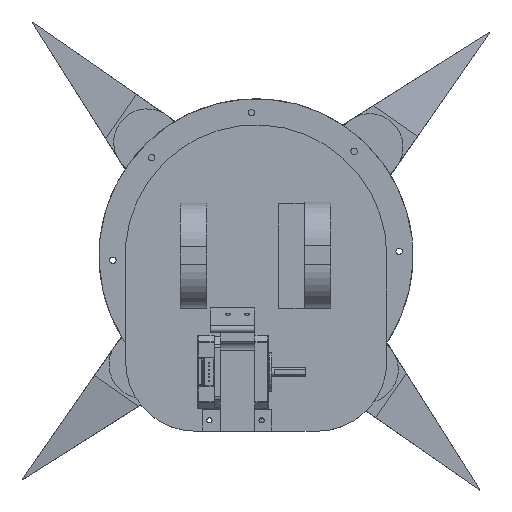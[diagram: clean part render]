
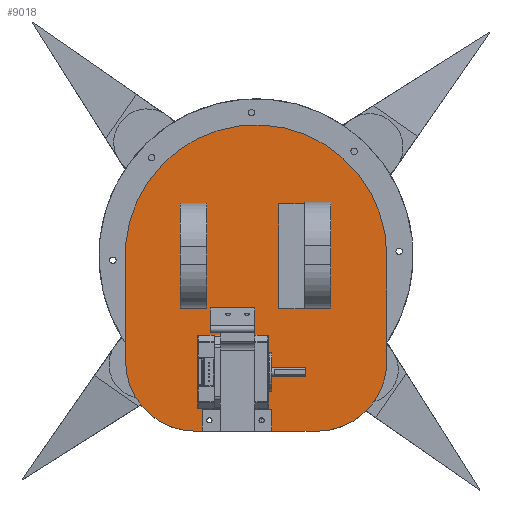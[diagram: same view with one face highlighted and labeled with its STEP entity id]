
A CAD part, top view. The second image highlights one B-rep face of the part: STEP entity #9018.
In plain terms, the highlighted planar face has unit normal (0, 0, 1).
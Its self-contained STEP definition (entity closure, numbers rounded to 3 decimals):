
#474=FACE_BOUND('',#1702,.T.);
#475=FACE_BOUND('',#1703,.T.);
#476=FACE_BOUND('',#1704,.T.);
#477=FACE_BOUND('',#1705,.T.);
#478=FACE_BOUND('',#1706,.T.);
#479=FACE_BOUND('',#1707,.T.);
#640=PLANE('',#9796);
#1130=FACE_OUTER_BOUND('',#1701,.T.);
#1701=EDGE_LOOP('',(#7735,#7736,#7737,#7738,#7739,#7740));
#1702=EDGE_LOOP('',(#7741));
#1703=EDGE_LOOP('',(#7742));
#1704=EDGE_LOOP('',(#7743,#7744,#7745,#7746));
#1705=EDGE_LOOP('',(#7747,#7748,#7749,#7750));
#1706=EDGE_LOOP('',(#7751,#7752,#7753,#7754));
#1707=EDGE_LOOP('',(#7755,#7756,#7757,#7758));
#2326=LINE('',#24382,#3036);
#2330=LINE('',#24389,#3040);
#2334=LINE('',#24401,#3044);
#2338=LINE('',#24409,#3048);
#2341=LINE('',#24415,#3051);
#2344=LINE('',#24420,#3054);
#2356=LINE('',#24454,#3066);
#2360=LINE('',#24465,#3070);
#2361=LINE('',#24467,#3071);
#2362=LINE('',#24473,#3072);
#2363=LINE('',#24477,#3073);
#2364=LINE('',#24480,#3074);
#2365=LINE('',#24482,#3075);
#2366=LINE('',#24484,#3076);
#2367=LINE('',#24485,#3077);
#2368=LINE('',#24488,#3078);
#2369=LINE('',#24490,#3079);
#2370=LINE('',#24492,#3080);
#2371=LINE('',#24493,#3081);
#3036=VECTOR('',#11689,10.);
#3040=VECTOR('',#11695,10.);
#3044=VECTOR('',#11707,10.);
#3048=VECTOR('',#11713,10.);
#3051=VECTOR('',#11718,10.);
#3054=VECTOR('',#11723,10.);
#3066=VECTOR('',#11755,10.);
#3070=VECTOR('',#11765,10.);
#3071=VECTOR('',#11768,10.);
#3072=VECTOR('',#11773,10.);
#3073=VECTOR('',#11776,10.);
#3074=VECTOR('',#11779,10.);
#3075=VECTOR('',#11780,10.);
#3076=VECTOR('',#11781,10.);
#3077=VECTOR('',#11782,10.);
#3078=VECTOR('',#11783,10.);
#3079=VECTOR('',#11784,10.);
#3080=VECTOR('',#11785,10.);
#3081=VECTOR('',#11786,10.);
#3457=CIRCLE('',#9767,1.5);
#3459=CIRCLE('',#9770,1.5);
#3469=CIRCLE('',#9797,40.);
#3470=CIRCLE('',#9798,40.);
#3471=CIRCLE('',#9799,75.);
#4185=VERTEX_POINT('',#24362);
#4187=VERTEX_POINT('',#24368);
#4192=VERTEX_POINT('',#24379);
#4193=VERTEX_POINT('',#24381);
#4195=VERTEX_POINT('',#24387);
#4198=VERTEX_POINT('',#24399);
#4199=VERTEX_POINT('',#24400);
#4202=VERTEX_POINT('',#24408);
#4204=VERTEX_POINT('',#24414);
#4216=VERTEX_POINT('',#24451);
#4217=VERTEX_POINT('',#24453);
#4221=VERTEX_POINT('',#24463);
#4222=VERTEX_POINT('',#24469);
#4223=VERTEX_POINT('',#24470);
#4224=VERTEX_POINT('',#24472);
#4225=VERTEX_POINT('',#24474);
#4226=VERTEX_POINT('',#24476);
#4227=VERTEX_POINT('',#24478);
#4228=VERTEX_POINT('',#24481);
#4229=VERTEX_POINT('',#24483);
#4230=VERTEX_POINT('',#24486);
#4231=VERTEX_POINT('',#24487);
#4232=VERTEX_POINT('',#24489);
#4233=VERTEX_POINT('',#24491);
#5378=EDGE_CURVE('',#4185,#4185,#3457,.T.);
#5381=EDGE_CURVE('',#4187,#4187,#3459,.T.);
#5387=EDGE_CURVE('',#4193,#4192,#2326,.T.);
#5391=EDGE_CURVE('',#4192,#4195,#2330,.T.);
#5396=EDGE_CURVE('',#4198,#4199,#2334,.T.);
#5400=EDGE_CURVE('',#4202,#4198,#2338,.T.);
#5403=EDGE_CURVE('',#4204,#4202,#2341,.T.);
#5406=EDGE_CURVE('',#4199,#4204,#2344,.T.);
#5422=EDGE_CURVE('',#4217,#4216,#2356,.T.);
#5428=EDGE_CURVE('',#4195,#4221,#2360,.T.);
#5429=EDGE_CURVE('',#4221,#4193,#2361,.T.);
#5430=EDGE_CURVE('',#4222,#4223,#3469,.T.);
#5431=EDGE_CURVE('',#4224,#4222,#2362,.T.);
#5432=EDGE_CURVE('',#4225,#4224,#3470,.T.);
#5433=EDGE_CURVE('',#4226,#4225,#2363,.T.);
#5434=EDGE_CURVE('',#4226,#4227,#3471,.T.);
#5435=EDGE_CURVE('',#4223,#4227,#2364,.T.);
#5436=EDGE_CURVE('',#4216,#4228,#2365,.T.);
#5437=EDGE_CURVE('',#4228,#4229,#2366,.T.);
#5438=EDGE_CURVE('',#4229,#4217,#2367,.T.);
#5439=EDGE_CURVE('',#4230,#4231,#2368,.T.);
#5440=EDGE_CURVE('',#4231,#4232,#2369,.T.);
#5441=EDGE_CURVE('',#4232,#4233,#2370,.T.);
#5442=EDGE_CURVE('',#4233,#4230,#2371,.T.);
#7735=ORIENTED_EDGE('',*,*,#5430,.F.);
#7736=ORIENTED_EDGE('',*,*,#5431,.F.);
#7737=ORIENTED_EDGE('',*,*,#5432,.F.);
#7738=ORIENTED_EDGE('',*,*,#5433,.F.);
#7739=ORIENTED_EDGE('',*,*,#5434,.T.);
#7740=ORIENTED_EDGE('',*,*,#5435,.F.);
#7741=ORIENTED_EDGE('',*,*,#5378,.T.);
#7742=ORIENTED_EDGE('',*,*,#5381,.T.);
#7743=ORIENTED_EDGE('',*,*,#5391,.T.);
#7744=ORIENTED_EDGE('',*,*,#5428,.T.);
#7745=ORIENTED_EDGE('',*,*,#5429,.T.);
#7746=ORIENTED_EDGE('',*,*,#5387,.T.);
#7747=ORIENTED_EDGE('',*,*,#5396,.T.);
#7748=ORIENTED_EDGE('',*,*,#5406,.T.);
#7749=ORIENTED_EDGE('',*,*,#5403,.T.);
#7750=ORIENTED_EDGE('',*,*,#5400,.T.);
#7751=ORIENTED_EDGE('',*,*,#5422,.T.);
#7752=ORIENTED_EDGE('',*,*,#5436,.T.);
#7753=ORIENTED_EDGE('',*,*,#5437,.T.);
#7754=ORIENTED_EDGE('',*,*,#5438,.T.);
#7755=ORIENTED_EDGE('',*,*,#5439,.T.);
#7756=ORIENTED_EDGE('',*,*,#5440,.T.);
#7757=ORIENTED_EDGE('',*,*,#5441,.T.);
#7758=ORIENTED_EDGE('',*,*,#5442,.T.);
#9018=ADVANCED_FACE('',(#1130,#474,#475,#476,#477,#478,#479),#640,.T.);
#9767=AXIS2_PLACEMENT_3D('',#24363,#11671,#11672);
#9770=AXIS2_PLACEMENT_3D('',#24369,#11678,#11679);
#9796=AXIS2_PLACEMENT_3D('',#24468,#11769,#11770);
#9797=AXIS2_PLACEMENT_3D('',#24471,#11771,#11772);
#9798=AXIS2_PLACEMENT_3D('',#24475,#11774,#11775);
#9799=AXIS2_PLACEMENT_3D('',#24479,#11777,#11778);
#11671=DIRECTION('center_axis',(0.,0.,-1.));
#11672=DIRECTION('ref_axis',(-1.,0.,0.));
#11678=DIRECTION('center_axis',(0.,0.,-1.));
#11679=DIRECTION('ref_axis',(-1.,0.,0.));
#11689=DIRECTION('',(0.,1.,0.));
#11695=DIRECTION('',(1.,0.,0.));
#11707=DIRECTION('',(1.,0.,0.));
#11713=DIRECTION('',(0.,1.,0.));
#11718=DIRECTION('',(-1.,0.,0.));
#11723=DIRECTION('',(0.,-1.,0.));
#11755=DIRECTION('',(0.,-1.,0.));
#11765=DIRECTION('',(0.,-1.,0.));
#11768=DIRECTION('',(-1.,0.,0.));
#11769=DIRECTION('center_axis',(0.,0.,1.));
#11770=DIRECTION('ref_axis',(1.,0.,0.));
#11771=DIRECTION('center_axis',(0.,0.,-1.));
#11772=DIRECTION('ref_axis',(-0.707,-0.707,0.));
#11773=DIRECTION('',(-1.,0.,0.));
#11774=DIRECTION('center_axis',(0.,0.,-1.));
#11775=DIRECTION('ref_axis',(0.707,-0.707,0.));
#11776=DIRECTION('',(0.,-1.,0.));
#11777=DIRECTION('center_axis',(0.,0.,1.));
#11778=DIRECTION('ref_axis',(1.,0.,0.));
#11779=DIRECTION('',(0.,1.,0.));
#11780=DIRECTION('',(-1.,0.,0.));
#11781=DIRECTION('',(0.,1.,0.));
#11782=DIRECTION('',(1.,0.,0.));
#11783=DIRECTION('',(-1.,0.,0.));
#11784=DIRECTION('',(0.,1.,0.));
#11785=DIRECTION('',(1.,0.,0.));
#11786=DIRECTION('',(0.,-1.,0.));
#24362=CARTESIAN_POINT('',(4.715,-94.311,20.));
#24363=CARTESIAN_POINT('Origin',(3.215,-94.311,20.));
#24368=CARTESIAN_POINT('',(-25.2,-94.311,20.));
#24369=CARTESIAN_POINT('Origin',(-26.7,-94.311,20.));
#24379=CARTESIAN_POINT('',(-26.289,-29.975,20.));
#24381=CARTESIAN_POINT('',(-26.289,-44.156,20.));
#24382=CARTESIAN_POINT('',(-26.289,-14.988,20.));
#24387=CARTESIAN_POINT('',(-0.852,-29.975,20.));
#24389=CARTESIAN_POINT('',(-0.426,-29.975,20.));
#24399=CARTESIAN_POINT('',(12.926,29.76,20.));
#24400=CARTESIAN_POINT('',(27.655,29.76,20.));
#24401=CARTESIAN_POINT('',(6.463,29.76,20.));
#24408=CARTESIAN_POINT('',(12.926,-30.361,20.));
#24409=CARTESIAN_POINT('',(12.926,-15.18,20.));
#24414=CARTESIAN_POINT('',(27.655,-30.361,20.));
#24415=CARTESIAN_POINT('',(13.828,-30.361,20.));
#24420=CARTESIAN_POINT('',(27.655,14.88,20.));
#24451=CARTESIAN_POINT('',(42.892,-30.19,20.));
#24453=CARTESIAN_POINT('',(42.892,30.501,20.));
#24454=CARTESIAN_POINT('',(42.892,-15.095,20.));
#24463=CARTESIAN_POINT('',(-0.852,-44.156,20.));
#24465=CARTESIAN_POINT('',(-0.852,-22.078,20.));
#24467=CARTESIAN_POINT('',(-14.145,-44.156,20.));
#24468=CARTESIAN_POINT('Origin',(0.,0.,20.));
#24469=CARTESIAN_POINT('',(-34.723,-100.549,20.));
#24470=CARTESIAN_POINT('',(-74.723,-60.549,20.));
#24471=CARTESIAN_POINT('Origin',(-34.723,-60.549,20.));
#24472=CARTESIAN_POINT('',(34.997,-100.549,20.));
#24473=CARTESIAN_POINT('',(74.997,-100.549,20.));
#24474=CARTESIAN_POINT('',(74.997,-60.549,20.));
#24475=CARTESIAN_POINT('Origin',(34.997,-60.549,20.));
#24476=CARTESIAN_POINT('',(74.997,-0.615,20.));
#24477=CARTESIAN_POINT('',(74.997,-0.549,20.));
#24478=CARTESIAN_POINT('',(-74.723,-6.443,20.));
#24479=CARTESIAN_POINT('Origin',(0.,0.,20.));
#24480=CARTESIAN_POINT('',(-74.723,-100.549,20.));
#24481=CARTESIAN_POINT('',(27.892,-30.19,20.));
#24482=CARTESIAN_POINT('',(13.946,-30.19,20.));
#24483=CARTESIAN_POINT('',(27.892,30.501,20.));
#24484=CARTESIAN_POINT('',(27.892,15.251,20.));
#24485=CARTESIAN_POINT('',(21.446,30.501,20.));
#24486=CARTESIAN_POINT('',(-28.289,-29.975,20.));
#24487=CARTESIAN_POINT('',(-43.289,-29.975,20.));
#24488=CARTESIAN_POINT('',(-21.645,-29.975,20.));
#24489=CARTESIAN_POINT('',(-43.289,29.977,20.));
#24490=CARTESIAN_POINT('',(-43.289,14.988,20.));
#24491=CARTESIAN_POINT('',(-28.289,29.977,20.));
#24492=CARTESIAN_POINT('',(-14.145,29.977,20.));
#24493=CARTESIAN_POINT('',(-28.289,-14.988,20.));
